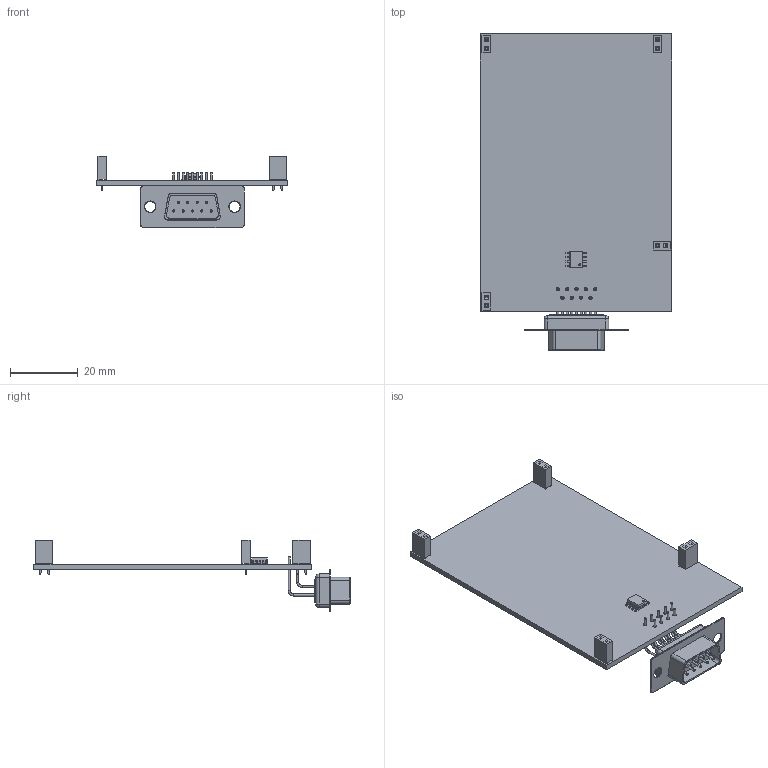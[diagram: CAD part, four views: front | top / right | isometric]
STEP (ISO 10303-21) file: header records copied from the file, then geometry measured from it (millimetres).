
FILE_DESCRIPTION(('KiCad electronic assembly'),'2;1');
FILE_NAME('test.step','2020-02-13T22:44:05',('An Author'),('A Company'), 'Open CASCADE STEP processor 6.9','KiCad to STEP converter','Unknown' );
FILE_SCHEMA(('AUTOMOTIVE_DESIGN { 1 0 10303 214 1 1 1 1 }'));
Length unit declared in the file: millimetre
Products named in the file (8): Open CASCADE STEP translator 6.9 1; DSUB-9_Male_Horizontal_P2.77x2.54mm_EdgePinOffset9.40mm; SOLID; SOIC-8_3.9x4.9mm_P1.27mm; PinSocket_1x02_P2.54mm_Vertical; COMPOUND
Assembly tree (10 placements, depth 3):
  Open CASCADE STEP translator 6.9 1
    DSUB-9_Male_Horizontal_P2.77x2.54mm_EdgePinOffset9.40mm
      SOLID
    SOIC-8_3.9x4.9mm_P1.27mm
      SOLID
    PinSocket_1x02_P2.54mm_Vertical  x4
      SOLID
    COMPOUND
Bounding box: 56.74 x 93.65 x 21.2 mm (x, y, z)
Volume: 9137.6 mm3; surface area: 12553 mm2
Topology: 7 solids, 8 shells, 638 faces, 1565 edges, 986 vertices
Faces by surface type: plane 435, cylinder 120, torus 39, bspline 32, cone 4, sphere 4, revolution 4
Full cylindrical faces by diameter (mm): 0.6 x1, 0.64 x36, 1 x17, 3.2 x2
Entity records: 29291 total; most frequent: CARTESIAN_POINT 5640, DIRECTION 3940, LINE 2398, VECTOR 2398, ORIENTED_EDGE 2018, PCURVE 2018, DEFINITIONAL_REPRESENTATION 2018, EDGE_CURVE 1009
